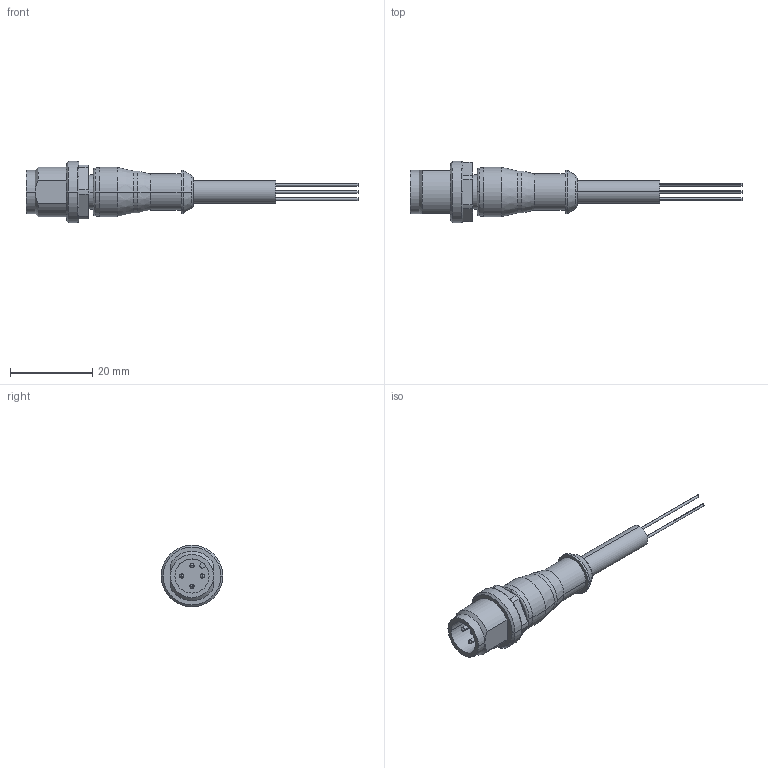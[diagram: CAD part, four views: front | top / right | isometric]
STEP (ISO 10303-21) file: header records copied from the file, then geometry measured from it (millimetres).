
FILE_DESCRIPTION (( 'STEP AP203' ), '1' );
FILE_NAME ('7000-12021-2141500.step', '2025-06-04T18:49:27', ( '' ), ( '' ), 'SwSTEP 2.0', 'SolidWorks 2024', '' );
FILE_SCHEMA (( 'CONFIG_CONTROL_DESIGN' ));
Length unit declared in the file: millimetre
Products named in the file (1): 7000-12021-2141500
Bounding box: 80.7 x 15 x 15 mm (x, y, z)
Volume: 3989.1 mm3; surface area: 2637 mm2
Topology: 1 solids, 1 shells, 110 faces, 245 edges, 152 vertices
Faces by surface type: cylinder 43, plane 34, cone 19, torus 14
Entity records: 3150 total; most frequent: DIRECTION 591, CARTESIAN_POINT 540, ORIENTED_EDGE 490, AXIS2_PLACEMENT_3D 251, EDGE_CURVE 245, VERTEX_POINT 152, CIRCLE 140, EDGE_LOOP 125
